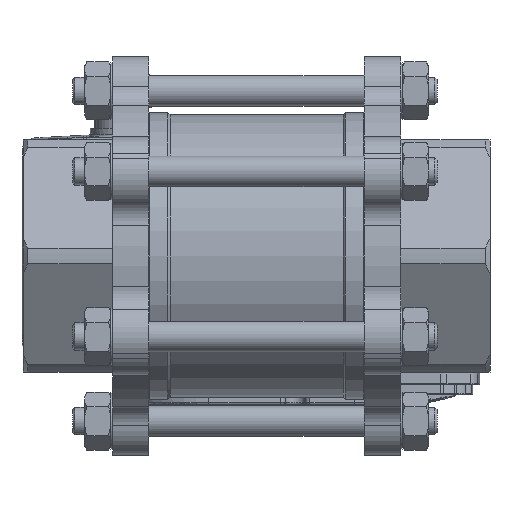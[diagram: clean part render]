
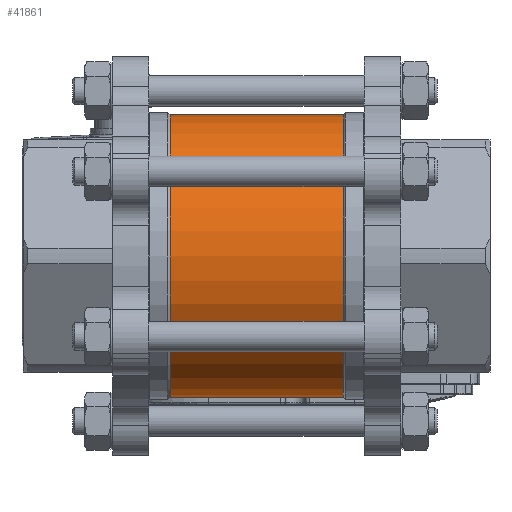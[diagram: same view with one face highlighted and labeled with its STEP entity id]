
A CAD part, left-side view. The second image highlights one B-rep face of the part: STEP entity #41861.
In plain terms, the highlighted cylindrical face has radius 62 mm (diameter 124 mm), a full revolution.
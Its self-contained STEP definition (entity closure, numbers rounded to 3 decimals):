
#969=B_SPLINE_CURVE_WITH_KNOTS('',3,(#61045,#61046,#61047,#61048,#61049,
#61050,#61051,#61052,#61053,#61054,#61055,#61056,#61057,#61058,#61059),
 .UNSPECIFIED.,.F.,.F.,(4,1,1,1,1,1,1,1,1,1,1,1,4),(0.039,
0.047,0.055,0.062,0.07,
0.074,0.078,0.082,0.086,
0.089,0.093,0.097,0.101),
 .UNSPECIFIED.);
#970=B_SPLINE_CURVE_WITH_KNOTS('',3,(#61329,#61330,#61331,#61332,#61333,
#61334,#61335,#61336,#61337,#61338,#61339,#61340,#61341,#61342,#61343,#61344,
#61345,#61346,#61347),.UNSPECIFIED.,.F.,.F.,(4,1,1,1,1,1,1,1,1,1,1,1,1,
1,1,1,4),(0.,0.004,0.008,0.012,
0.015,0.019,0.023,0.027,
0.031,0.035,0.039,0.042,
0.046,0.05,0.054,0.058,
0.062),.UNSPECIFIED.);
#2602=CIRCLE('',#44414,62.);
#2609=CIRCLE('',#44422,62.);
#2664=CIRCLE('',#44494,62.);
#2669=CIRCLE('',#44502,62.);
#2672=CIRCLE('',#44512,62.);
#2673=CIRCLE('',#44513,62.);
#4916=ORIENTED_EDGE('',*,*,#16842,.F.);
#4917=ORIENTED_EDGE('',*,*,#16843,.T.);
#4918=ORIENTED_EDGE('',*,*,#16644,.T.);
#4919=ORIENTED_EDGE('',*,*,#16671,.F.);
#4920=ORIENTED_EDGE('',*,*,#16818,.T.);
#4921=ORIENTED_EDGE('',*,*,#16844,.T.);
#4922=ORIENTED_EDGE('',*,*,#16825,.F.);
#4923=ORIENTED_EDGE('',*,*,#16809,.T.);
#4924=ORIENTED_EDGE('',*,*,#16655,.F.);
#4925=ORIENTED_EDGE('',*,*,#16845,.T.);
#16644=EDGE_CURVE('',#22634,#22635,#2602,.T.);
#16655=EDGE_CURVE('',#22645,#22646,#2609,.T.);
#16671=EDGE_CURVE('',#22660,#22635,#969,.T.);
#16809=EDGE_CURVE('',#22778,#22646,#970,.T.);
#16818=EDGE_CURVE('',#22660,#22783,#2664,.T.);
#16825=EDGE_CURVE('',#22778,#22787,#2669,.T.);
#16842=EDGE_CURVE('',#22790,#22790,#2672,.T.);
#16843=EDGE_CURVE('',#22645,#22634,#26730,.T.);
#16844=EDGE_CURVE('',#22783,#22787,#26731,.F.);
#16845=EDGE_CURVE('',#22791,#22791,#2673,.T.);
#22634=VERTEX_POINT('',#60990);
#22635=VERTEX_POINT('',#60991);
#22645=VERTEX_POINT('',#61012);
#22646=VERTEX_POINT('',#61014);
#22660=VERTEX_POINT('',#61044);
#22778=VERTEX_POINT('',#61348);
#22783=VERTEX_POINT('',#61362);
#22787=VERTEX_POINT('',#61377);
#22790=VERTEX_POINT('',#61404);
#22791=VERTEX_POINT('',#61408);
#26730=LINE('',#61405,#30019);
#26731=LINE('',#61406,#30020);
#30019=VECTOR('',#49210,1000.);
#30020=VECTOR('',#49211,1000.);
#33217=EDGE_LOOP('',(#4916));
#33218=EDGE_LOOP('',(#4917,#4918,#4919,#4920,#4921,#4922,#4923,#4924));
#33219=EDGE_LOOP('',(#4925));
#36125=FACE_BOUND('',#33217,.T.);
#36126=FACE_BOUND('',#33218,.T.);
#36127=FACE_BOUND('',#33219,.T.);
#39013=CYLINDRICAL_SURFACE('',#44511,62.);
#41861=ADVANCED_FACE('',(#36125,#36126,#36127),#39013,.T.);
#44414=AXIS2_PLACEMENT_3D('',#60989,#48886,#48887);
#44422=AXIS2_PLACEMENT_3D('',#61013,#48906,#48907);
#44494=AXIS2_PLACEMENT_3D('',#61363,#49156,#49157);
#44502=AXIS2_PLACEMENT_3D('',#61376,#49174,#49175);
#44511=AXIS2_PLACEMENT_3D('',#61402,#49206,#49207);
#44512=AXIS2_PLACEMENT_3D('',#61403,#49208,#49209);
#44513=AXIS2_PLACEMENT_3D('',#61407,#49212,#49213);
#48886=DIRECTION('',(0.,-1.,0.));
#48887=DIRECTION('',(1.,0.,0.));
#48906=DIRECTION('',(0.,-1.,0.));
#48907=DIRECTION('',(1.,0.,0.));
#49156=DIRECTION('',(0.,-1.,0.));
#49157=DIRECTION('',(1.,0.,0.));
#49174=DIRECTION('',(0.,-1.,0.));
#49175=DIRECTION('',(1.,0.,0.));
#49206=DIRECTION('',(0.,-1.,0.));
#49207=DIRECTION('',(1.,0.,0.));
#49208=DIRECTION('',(0.,-1.,0.));
#49209=DIRECTION('',(1.,0.,0.));
#49210=DIRECTION('',(0.,-1.,0.));
#49211=DIRECTION('',(0.,-1.,0.));
#49212=DIRECTION('',(0.,-1.,0.));
#49213=DIRECTION('',(1.,0.,0.));
#60989=CARTESIAN_POINT('',(0.,-4.25,0.));
#60990=CARTESIAN_POINT('',(38.876,-4.25,-48.298));
#60991=CARTESIAN_POINT('',(58.026,-4.25,-21.84));
#61012=CARTESIAN_POINT('',(38.876,4.25,-48.298));
#61013=CARTESIAN_POINT('',(0.,4.25,0.));
#61014=CARTESIAN_POINT('',(58.026,4.25,-21.84));
#61044=CARTESIAN_POINT('',(58.026,-4.25,21.84));
#61045=CARTESIAN_POINT('',(58.026,-4.25,21.84));
#61046=CARTESIAN_POINT('',(58.21,-6.771,21.35));
#61047=CARTESIAN_POINT('',(58.907,-11.634,19.483));
#61048=CARTESIAN_POINT('',(60.394,-17.482,14.459));
#61049=CARTESIAN_POINT('',(61.665,-21.339,7.734));
#61050=CARTESIAN_POINT('',(62.083,-22.477,1.296));
#61051=CARTESIAN_POINT('',(61.918,-22.023,-3.875));
#61052=CARTESIAN_POINT('',(61.568,-21.029,-7.606));
#61053=CARTESIAN_POINT('',(61.026,-19.398,-11.12));
#61054=CARTESIAN_POINT('',(60.366,-17.233,-14.247));
#61055=CARTESIAN_POINT('',(59.644,-14.53,-16.993));
#61056=CARTESIAN_POINT('',(58.963,-11.454,-19.203));
#61057=CARTESIAN_POINT('',(58.379,-7.963,-20.895));
#61058=CARTESIAN_POINT('',(58.118,-5.509,-21.595));
#61059=CARTESIAN_POINT('',(58.026,-4.25,-21.84));
#61329=CARTESIAN_POINT('',(58.026,4.25,21.84));
#61330=CARTESIAN_POINT('',(58.119,5.526,21.592));
#61331=CARTESIAN_POINT('',(58.382,7.981,20.887));
#61332=CARTESIAN_POINT('',(58.962,11.45,19.205));
#61333=CARTESIAN_POINT('',(59.648,14.545,16.981));
#61334=CARTESIAN_POINT('',(60.366,17.233,14.245));
#61335=CARTESIAN_POINT('',(61.026,19.4,11.118));
#61336=CARTESIAN_POINT('',(61.567,21.026,7.61));
#61337=CARTESIAN_POINT('',(61.917,22.02,3.897));
#61338=CARTESIAN_POINT('',(62.041,22.362,0.006));
#61339=CARTESIAN_POINT('',(61.921,22.03,-3.839));
#61340=CARTESIAN_POINT('',(61.568,21.026,-7.609));
#61341=CARTESIAN_POINT('',(61.034,19.424,-11.077));
#61342=CARTESIAN_POINT('',(60.365,17.226,-14.254));
#61343=CARTESIAN_POINT('',(59.655,14.576,-16.954));
#61344=CARTESIAN_POINT('',(58.961,11.443,-19.209));
#61345=CARTESIAN_POINT('',(58.388,8.028,-20.869));
#61346=CARTESIAN_POINT('',(58.119,5.526,-21.592));
#61347=CARTESIAN_POINT('',(58.026,4.25,-21.84));
#61348=CARTESIAN_POINT('',(58.026,4.25,21.84));
#61362=CARTESIAN_POINT('',(38.876,-4.25,48.298));
#61363=CARTESIAN_POINT('',(0.,-4.25,0.));
#61376=CARTESIAN_POINT('',(0.,4.25,0.));
#61377=CARTESIAN_POINT('',(38.876,4.25,48.298));
#61402=CARTESIAN_POINT('',(0.,54.,0.));
#61403=CARTESIAN_POINT('',(0.,-38.,0.));
#61404=CARTESIAN_POINT('',(62.,-38.,0.));
#61405=CARTESIAN_POINT('',(38.876,54.,-48.298));
#61406=CARTESIAN_POINT('',(38.876,54.,48.298));
#61407=CARTESIAN_POINT('',(0.,38.,0.));
#61408=CARTESIAN_POINT('',(62.,38.,0.));
